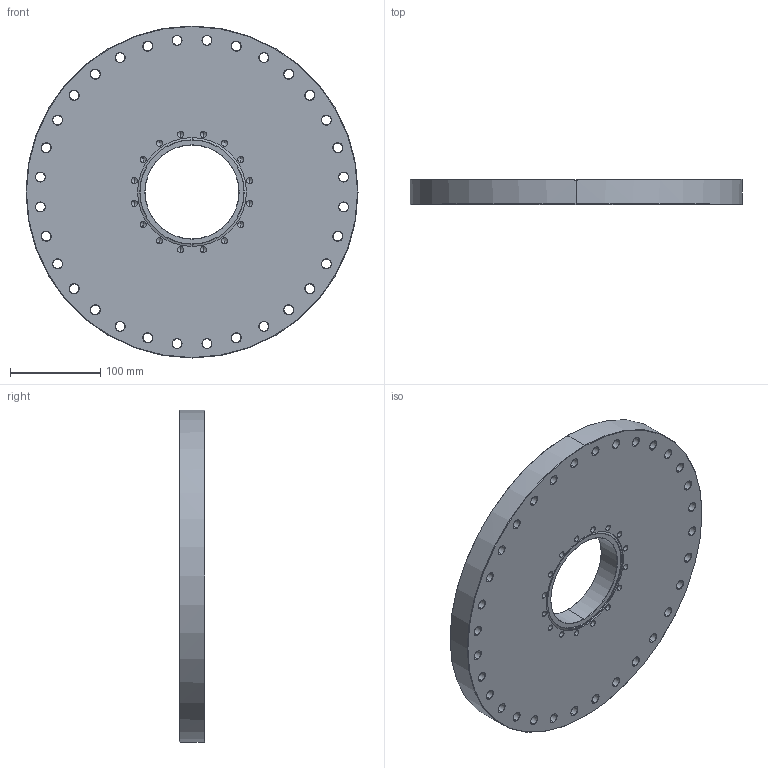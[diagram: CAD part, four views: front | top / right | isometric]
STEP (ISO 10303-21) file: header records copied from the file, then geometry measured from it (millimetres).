
FILE_DESCRIPTION (( 'STEP AP214' ), '1' );
FILE_NAME ('Hositrad_CFA300-100D-ISO.STEP', '2024-09-23T15:49:02', ( '' ), ( '' ), 'SwSTEP 2.0', 'SolidWorks 2022', '' );
FILE_SCHEMA (( 'AUTOMOTIVE_DESIGN' ));
Length unit declared in the file: millimetre
Products named in the file (1): Hositrad_CFA300-100D-ISO
Bounding box: 368.3 x 28 x 368.3 mm (x, y, z)
Volume: 2561764.5 mm3; surface area: 269778.5 mm2
Topology: 1 solids, 1 shells, 291 faces, 690 edges, 386 vertices
Faces by surface type: cone 176, cylinder 104, plane 11
Entity records: 8982 total; most frequent: DIRECTION 1598, CARTESIAN_POINT 1348, ORIENTED_EDGE 1316, EDGE_CURVE 658, AXIS2_PLACEMENT_3D 652, VERTEX_POINT 386, EDGE_LOOP 374, CIRCLE 360
